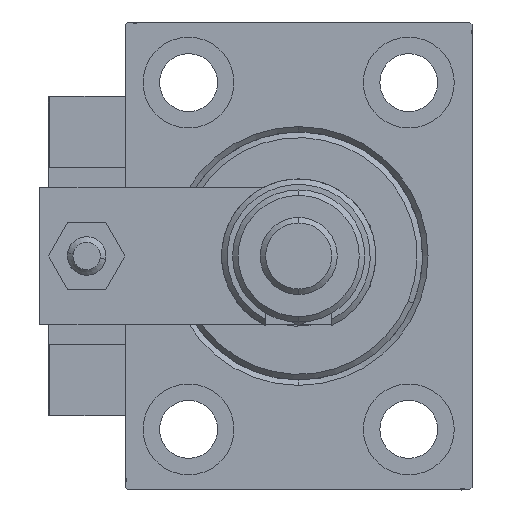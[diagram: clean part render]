
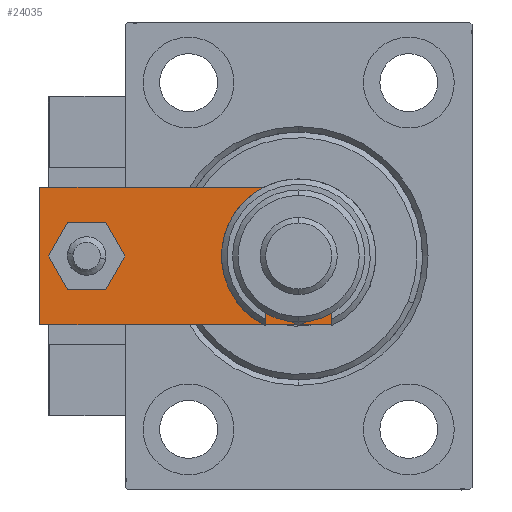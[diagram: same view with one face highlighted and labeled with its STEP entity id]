
A CAD part, left-side view. The second image highlights one B-rep face of the part: STEP entity #24035.
In plain terms, the highlighted face is planar.
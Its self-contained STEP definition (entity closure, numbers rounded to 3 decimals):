
#77 = DIRECTION ( 'NONE',  ( 1., 0., 0. ) ) ;
#292 = EDGE_CURVE ( 'NONE', #23660, #16115, #13128, .T. ) ;
#426 = VECTOR ( 'NONE', #12955, 1000. ) ;
#468 = CARTESIAN_POINT ( 'NONE',  ( 5.5, 0., 6. ) ) ;
#811 = DIRECTION ( 'NONE',  ( 1., 0., 0. ) ) ;
#1530 = VECTOR ( 'NONE', #3044, 1000. ) ;
#2901 = AXIS2_PLACEMENT_3D ( 'NONE', #25702, #38133, #22457 ) ;
#3044 = DIRECTION ( 'NONE',  ( -1., 0., 0. ) ) ;
#3500 = EDGE_CURVE ( 'NONE', #53044, #26292, #23632, .T. ) ;
#3583 = CARTESIAN_POINT ( 'NONE',  ( 12.5, 60., 6. ) ) ;
#4137 = CARTESIAN_POINT ( 'NONE',  ( 0., 51.5, 6. ) ) ;
#4275 = LINE ( 'NONE', #37298, #426 ) ;
#4608 = PLANE ( 'NONE',  #22388 ) ;
#7580 = DIRECTION ( 'NONE',  ( 0., 0., 1. ) ) ;
#8237 = VERTEX_POINT ( 'NONE', #22182 ) ;
#8340 = ORIENTED_EDGE ( 'NONE', *, *, #32932, .T. ) ;
#9968 = FACE_BOUND ( 'NONE', #45747, .T. ) ;
#10704 = LINE ( 'NONE', #18563, #38151 ) ;
#11690 = EDGE_CURVE ( 'NONE', #35094, #8237, #4275, .T. ) ;
#12442 = EDGE_CURVE ( 'NONE', #32283, #27850, #18862, .T. ) ;
#12955 = DIRECTION ( 'NONE',  ( 0., -1., 0. ) ) ;
#13128 = CIRCLE ( 'NONE', #43379, 8.25 ) ;
#13270 = VERTEX_POINT ( 'NONE', #43359 ) ;
#13878 = CIRCLE ( 'NONE', #52772, 4. ) ;
#13937 = ORIENTED_EDGE ( 'NONE', *, *, #11690, .T. ) ;
#13991 = AXIS2_PLACEMENT_3D ( 'NONE', #52518, #7580, #35730 ) ;
#14534 = DIRECTION ( 'NONE',  ( 1., 0., 0. ) ) ;
#14900 = CARTESIAN_POINT ( 'NONE',  ( 0., 13., 6. ) ) ;
#15571 = VECTOR ( 'NONE', #15602, 1000. ) ;
#15602 = DIRECTION ( 'NONE',  ( 0.707, -0.707, 0. ) ) ;
#15906 = CARTESIAN_POINT ( 'NONE',  ( -5.5, 0., 6. ) ) ;
#16115 = VERTEX_POINT ( 'NONE', #52559 ) ;
#16716 = ORIENTED_EDGE ( 'NONE', *, *, #38937, .F. ) ;
#17492 = CARTESIAN_POINT ( 'NONE',  ( 2.75, -2.75, 6. ) ) ;
#18563 = CARTESIAN_POINT ( 'NONE',  ( 12.5, 0., 6. ) ) ;
#18862 = LINE ( 'NONE', #26992, #48892 ) ;
#19151 = ORIENTED_EDGE ( 'NONE', *, *, #41559, .F. ) ;
#19256 = EDGE_CURVE ( 'NONE', #27850, #13270, #43197, .T. ) ;
#19776 = CARTESIAN_POINT ( 'NONE',  ( 8.25, 13., 6. ) ) ;
#20467 = CARTESIAN_POINT ( 'NONE',  ( -2.75, -2.75, 6. ) ) ;
#21247 = VERTEX_POINT ( 'NONE', #36118 ) ;
#22182 = CARTESIAN_POINT ( 'NONE',  ( -12.5, 7., 6. ) ) ;
#22388 = AXIS2_PLACEMENT_3D ( 'NONE', #50103, #42978, #811 ) ;
#22422 = FACE_BOUND ( 'NONE', #23882, .T. ) ;
#22457 = DIRECTION ( 'NONE',  ( 1., 0., 0. ) ) ;
#22897 = DIRECTION ( 'NONE',  ( 0., 1., 0. ) ) ;
#23632 = CIRCLE ( 'NONE', #2901, 4. ) ;
#23660 = VERTEX_POINT ( 'NONE', #19776 ) ;
#23882 = EDGE_LOOP ( 'NONE', ( #19151, #46731 ) ) ;
#24035 = ADVANCED_FACE ( 'NONE', ( #9968, #39180, #22422 ), #4608, .T. ) ;
#25702 = CARTESIAN_POINT ( 'NONE',  ( 0., 51.5, 6. ) ) ;
#26292 = VERTEX_POINT ( 'NONE', #50850 ) ;
#26992 = CARTESIAN_POINT ( 'NONE',  ( -12.5, 0., 6. ) ) ;
#27850 = VERTEX_POINT ( 'NONE', #468 ) ;
#27897 = EDGE_LOOP ( 'NONE', ( #13937, #50227, #53504, #45626, #53560, #8340 ) ) ;
#31404 = DIRECTION ( 'NONE',  ( 1., 0., 0. ) ) ;
#31439 = CARTESIAN_POINT ( 'NONE',  ( 4., 51.5, 6. ) ) ;
#32283 = VERTEX_POINT ( 'NONE', #15906 ) ;
#32932 = EDGE_CURVE ( 'NONE', #21247, #35094, #36066, .T. ) ;
#35094 = VERTEX_POINT ( 'NONE', #44273 ) ;
#35730 = DIRECTION ( 'NONE',  ( 1., 0., 0. ) ) ;
#36066 = LINE ( 'NONE', #3583, #1530 ) ;
#36118 = CARTESIAN_POINT ( 'NONE',  ( 12.5, 60., 6. ) ) ;
#37165 = DIRECTION ( 'NONE',  ( 0., 0., 1. ) ) ;
#37298 = CARTESIAN_POINT ( 'NONE',  ( -12.5, 60., 6. ) ) ;
#38133 = DIRECTION ( 'NONE',  ( 0., 0., 1. ) ) ;
#38151 = VECTOR ( 'NONE', #22897, 1000. ) ;
#38377 = EDGE_CURVE ( 'NONE', #8237, #32283, #48618, .T. ) ;
#38937 = EDGE_CURVE ( 'NONE', #26292, #53044, #13878, .T. ) ;
#39180 = FACE_OUTER_BOUND ( 'NONE', #27897, .T. ) ;
#41559 = EDGE_CURVE ( 'NONE', #16115, #23660, #52899, .T. ) ;
#42978 = DIRECTION ( 'NONE',  ( 0., 0., 1. ) ) ;
#43197 = LINE ( 'NONE', #17492, #45680 ) ;
#43359 = CARTESIAN_POINT ( 'NONE',  ( 12.5, 7., 6. ) ) ;
#43379 = AXIS2_PLACEMENT_3D ( 'NONE', #14900, #52246, #31404 ) ;
#44067 = EDGE_CURVE ( 'NONE', #13270, #21247, #10704, .T. ) ;
#44273 = CARTESIAN_POINT ( 'NONE',  ( -12.5, 60., 6. ) ) ;
#45626 = ORIENTED_EDGE ( 'NONE', *, *, #19256, .T. ) ;
#45680 = VECTOR ( 'NONE', #50780, 1000. ) ;
#45747 = EDGE_LOOP ( 'NONE', ( #16716, #48404 ) ) ;
#46731 = ORIENTED_EDGE ( 'NONE', *, *, #292, .F. ) ;
#48404 = ORIENTED_EDGE ( 'NONE', *, *, #3500, .F. ) ;
#48618 = LINE ( 'NONE', #20467, #15571 ) ;
#48892 = VECTOR ( 'NONE', #14534, 1000. ) ;
#50103 = CARTESIAN_POINT ( 'NONE',  ( 0., 0., 6. ) ) ;
#50227 = ORIENTED_EDGE ( 'NONE', *, *, #38377, .T. ) ;
#50780 = DIRECTION ( 'NONE',  ( 0.707, 0.707, 0. ) ) ;
#50850 = CARTESIAN_POINT ( 'NONE',  ( -4., 51.5, 6. ) ) ;
#52246 = DIRECTION ( 'NONE',  ( 0., 0., 1. ) ) ;
#52518 = CARTESIAN_POINT ( 'NONE',  ( 0., 13., 6. ) ) ;
#52559 = CARTESIAN_POINT ( 'NONE',  ( -8.25, 13., 6. ) ) ;
#52772 = AXIS2_PLACEMENT_3D ( 'NONE', #4137, #37165, #77 ) ;
#52899 = CIRCLE ( 'NONE', #13991, 8.25 ) ;
#53044 = VERTEX_POINT ( 'NONE', #31439 ) ;
#53504 = ORIENTED_EDGE ( 'NONE', *, *, #12442, .T. ) ;
#53560 = ORIENTED_EDGE ( 'NONE', *, *, #44067, .T. ) ;
